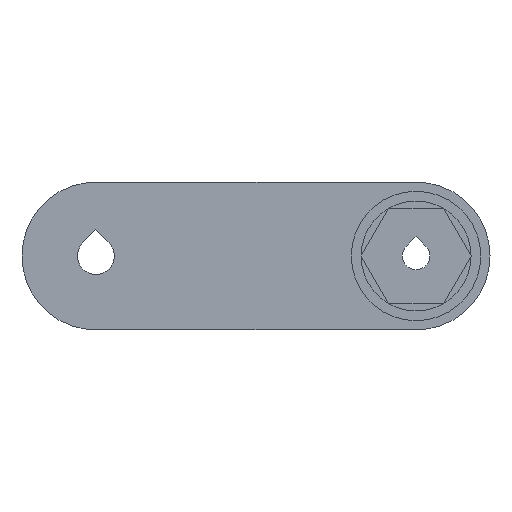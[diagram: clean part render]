
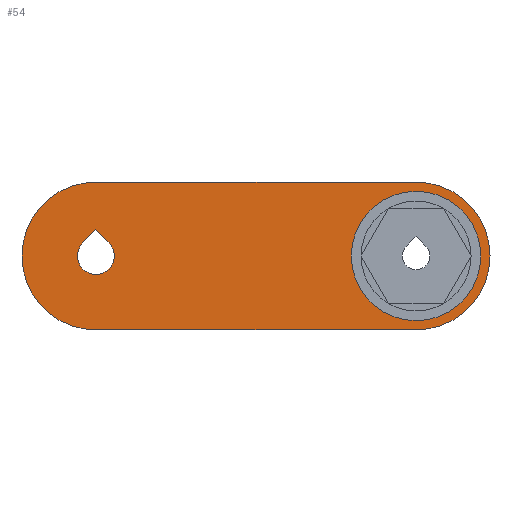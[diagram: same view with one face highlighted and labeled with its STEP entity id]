
A CAD part, front view. The second image highlights one B-rep face of the part: STEP entity #54.
In plain terms, the highlighted planar face has unit normal (0, -1, 0).
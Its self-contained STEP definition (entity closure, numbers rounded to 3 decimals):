
#54=ADVANCED_FACE('',(#92,#94,#96),#98,.F.);
#92=FACE_BOUND('',#93,.T.);
#93=EDGE_LOOP('',(#303,#304,#305,#306));
#94=FACE_BOUND('',#95,.T.);
#95=EDGE_LOOP('',(#307,#308,#309));
#96=FACE_BOUND('',#97,.T.);
#97=EDGE_LOOP('',(#310));
#98=PLANE('',#99);
#99=AXIS2_PLACEMENT_3D('',#100,#101,#102);
#100=CARTESIAN_POINT('',(0.,8.,0.));
#101=DIRECTION('',(0.,1.,0.));
#102=DIRECTION('',(-1.,0.,0.));
#303=ORIENTED_EDGE('',*,*,#417,.F.);
#304=ORIENTED_EDGE('',*,*,#418,.F.);
#305=ORIENTED_EDGE('',*,*,#419,.F.);
#306=ORIENTED_EDGE('',*,*,#420,.F.);
#307=ORIENTED_EDGE('',*,*,#421,.T.);
#308=ORIENTED_EDGE('',*,*,#422,.T.);
#309=ORIENTED_EDGE('',*,*,#423,.T.);
#310=ORIENTED_EDGE('',*,*,#424,.T.);
#417=EDGE_CURVE('',#484,#485,#486,.T.);
#418=EDGE_CURVE('',#487,#484,#488,.T.);
#419=EDGE_CURVE('',#489,#487,#490,.T.);
#420=EDGE_CURVE('',#485,#489,#491,.T.);
#421=EDGE_CURVE('',#492,#493,#494,.T.);
#422=EDGE_CURVE('',#493,#495,#496,.T.);
#423=EDGE_CURVE('',#495,#492,#497,.T.);
#424=EDGE_CURVE('',#498,#498,#499,.T.);
#484=VERTEX_POINT('',#600);
#485=VERTEX_POINT('',#601);
#486=CIRCLE('',#602,8.);
#487=VERTEX_POINT('',#606);
#488=LINE('',#607,#608);
#489=VERTEX_POINT('',#610);
#490=CIRCLE('',#611,8.);
#491=LINE('',#615,#616);
#492=VERTEX_POINT('',#618);
#493=VERTEX_POINT('',#619);
#494=CIRCLE('',#620,2.);
#495=VERTEX_POINT('',#624);
#496=LINE('',#625,#626);
#497=LINE('',#628,#629);
#498=VERTEX_POINT('',#631);
#499=CIRCLE('',#632,7.);
#600=CARTESIAN_POINT('',(-34.64,8.,-8.));
#601=CARTESIAN_POINT('',(-34.64,8.,8.));
#602=AXIS2_PLACEMENT_3D('',#603,#604,#605);
#603=CARTESIAN_POINT('',(-34.64,8.,0.));
#604=DIRECTION('',(0.,1.,0.));
#605=DIRECTION('',(0.,0.,-1.));
#606=CARTESIAN_POINT('',(0.,8.,-8.));
#607=CARTESIAN_POINT('',(0.,8.,-8.));
#608=VECTOR('',#609,1.);
#609=DIRECTION('',(-1.,0.,0.));
#610=CARTESIAN_POINT('',(0.,8.,8.));
#611=AXIS2_PLACEMENT_3D('',#612,#613,#614);
#612=CARTESIAN_POINT('',(0.,8.,0.));
#613=DIRECTION('',(0.,1.,0.));
#614=DIRECTION('',(0.,0.,1.));
#615=CARTESIAN_POINT('',(-34.64,8.,8.));
#616=VECTOR('',#617,1.);
#617=DIRECTION('',(1.,0.,0.));
#618=CARTESIAN_POINT('',(-33.226,8.,1.414));
#619=CARTESIAN_POINT('',(-36.054,8.,1.414));
#620=AXIS2_PLACEMENT_3D('',#621,#622,#623);
#621=CARTESIAN_POINT('',(-34.64,8.,0.));
#622=DIRECTION('',(0.,1.,0.));
#623=DIRECTION('',(0.707,0.,0.707));
#624=CARTESIAN_POINT('',(-34.64,8.,2.828));
#625=CARTESIAN_POINT('',(-36.054,8.,1.414));
#626=VECTOR('',#627,1.);
#627=DIRECTION('',(0.707,0.,0.707));
#628=CARTESIAN_POINT('',(-34.64,8.,2.828));
#629=VECTOR('',#630,1.);
#630=DIRECTION('',(0.707,0.,-0.707));
#631=CARTESIAN_POINT('',(-7.,8.,0.));
#632=AXIS2_PLACEMENT_3D('',#633,#634,#635);
#633=CARTESIAN_POINT('',(0.,8.,0.));
#634=DIRECTION('',(0.,1.,0.));
#635=DIRECTION('',(-1.,0.,0.));
